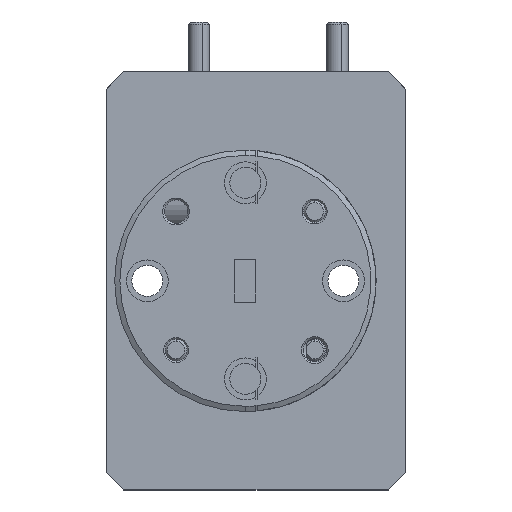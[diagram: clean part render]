
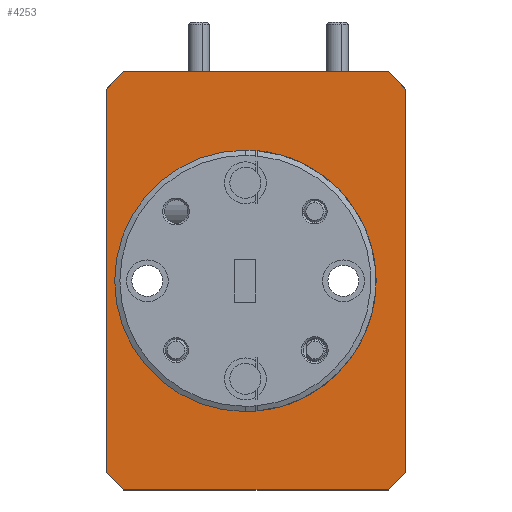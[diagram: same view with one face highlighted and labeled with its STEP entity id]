
A CAD part, left-side view. The second image highlights one B-rep face of the part: STEP entity #4253.
In plain terms, the highlighted planar face has unit normal (-1, 0, 0).
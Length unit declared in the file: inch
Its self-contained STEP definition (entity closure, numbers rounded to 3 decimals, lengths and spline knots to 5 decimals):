
#118 = VECTOR ( 'NONE', #15246, 39.37008 ) ;
#192 = EDGE_CURVE ( 'NONE', #3957, #10193, #8940, .T. ) ;
#213 = CARTESIAN_POINT ( 'NONE',  ( -1.66, 0.86, 0.55 ) ) ;
#231 = ORIENTED_EDGE ( 'NONE', *, *, #679, .F. ) ;
#307 = DIRECTION ( 'NONE',  ( 0., -0.707, 0.707 ) ) ;
#575 = VERTEX_POINT ( 'NONE', #14958 ) ;
#679 = EDGE_CURVE ( 'NONE', #16060, #6442, #14614, .T. ) ;
#1165 = EDGE_CURVE ( 'NONE', #17966, #575, #1924, .T. ) ;
#1453 = LINE ( 'NONE', #7582, #15512 ) ;
#1702 = ORIENTED_EDGE ( 'NONE', *, *, #16031, .F. ) ;
#1845 = EDGE_LOOP ( 'NONE', ( #11602, #12908, #5181, #1702, #16647, #9962, #4424, #9357 ) ) ;
#1908 = VECTOR ( 'NONE', #2812, 39.37008 ) ;
#1924 = LINE ( 'NONE', #213, #5805 ) ;
#2066 = VERTEX_POINT ( 'NONE', #10315 ) ;
#2575 = CARTESIAN_POINT ( 'NONE',  ( -1.66, 0.4605, -0.375 ) ) ;
#2690 = CARTESIAN_POINT ( 'NONE',  ( -1.66, 0., -0.6 ) ) ;
#2812 = DIRECTION ( 'NONE',  ( 0., -1., 0. ) ) ;
#2881 = DIRECTION ( 'NONE',  ( -1., 0., 0. ) ) ;
#3707 = CARTESIAN_POINT ( 'NONE',  ( -1.66, 0.86, 0.6 ) ) ;
#3957 = VERTEX_POINT ( 'NONE', #5554 ) ;
#4025 = VECTOR ( 'NONE', #14564, 39.37008 ) ;
#4081 = DIRECTION ( 'NONE',  ( 0., 0.707, 0.707 ) ) ;
#4253 = ADVANCED_FACE ( 'NONE', ( #13978, #12469 ), #11059, .T. ) ;
#4424 = ORIENTED_EDGE ( 'NONE', *, *, #11835, .T. ) ;
#4465 = VERTEX_POINT ( 'NONE', #10238 ) ;
#4512 = CARTESIAN_POINT ( 'NONE',  ( -1.66, 0.86, -0.6 ) ) ;
#4542 = DIRECTION ( 'NONE',  ( -1., 0., 0. ) ) ;
#5181 = ORIENTED_EDGE ( 'NONE', *, *, #17065, .T. ) ;
#5278 = EDGE_CURVE ( 'NONE', #4465, #10193, #1453, .T. ) ;
#5434 = CARTESIAN_POINT ( 'NONE',  ( -1.66, 0.86, -0.6 ) ) ;
#5510 = LINE ( 'NONE', #11339, #7654 ) ;
#5554 = CARTESIAN_POINT ( 'NONE',  ( -1.66, 0.81, -0.6 ) ) ;
#5789 = LINE ( 'NONE', #7393, #13732 ) ;
#5805 = VECTOR ( 'NONE', #307, 39.37008 ) ;
#6442 = VERTEX_POINT ( 'NONE', #15737 ) ;
#6613 = ORIENTED_EDGE ( 'NONE', *, *, #7395, .F. ) ;
#6753 = LINE ( 'NONE', #5434, #19452 ) ;
#7329 = CARTESIAN_POINT ( 'NONE',  ( -1.66, 0.05, -0.6 ) ) ;
#7393 = CARTESIAN_POINT ( 'NONE',  ( -1.66, 0.86, -0.55 ) ) ;
#7395 = EDGE_CURVE ( 'NONE', #6442, #16060, #7620, .T. ) ;
#7550 = VERTEX_POINT ( 'NONE', #16594 ) ;
#7582 = CARTESIAN_POINT ( 'NONE',  ( -1.66, 0.05, -0.6 ) ) ;
#7620 = CIRCLE ( 'NONE', #7946, 0.375 ) ;
#7654 = VECTOR ( 'NONE', #18927, 39.37008 ) ;
#7946 = AXIS2_PLACEMENT_3D ( 'NONE', #14570, #14773, #13251 ) ;
#8602 = CARTESIAN_POINT ( 'NONE',  ( -1.66, 0.86, 0.55 ) ) ;
#8940 = LINE ( 'NONE', #4512, #1908 ) ;
#9006 = DIRECTION ( 'NONE',  ( 0., 0., 1. ) ) ;
#9107 = LINE ( 'NONE', #2690, #118 ) ;
#9357 = ORIENTED_EDGE ( 'NONE', *, *, #16601, .F. ) ;
#9962 = ORIENTED_EDGE ( 'NONE', *, *, #5278, .F. ) ;
#10007 = VERTEX_POINT ( 'NONE', #17306 ) ;
#10193 = VERTEX_POINT ( 'NONE', #7329 ) ;
#10238 = CARTESIAN_POINT ( 'NONE',  ( -1.66, 0., -0.55 ) ) ;
#10315 = CARTESIAN_POINT ( 'NONE',  ( -1.66, 0.86, -0.55 ) ) ;
#10517 = CARTESIAN_POINT ( 'NONE',  ( -1.66, 0.4605, 0. ) ) ;
#10927 = AXIS2_PLACEMENT_3D ( 'NONE', #17213, #4542, #18633 ) ;
#11059 = PLANE ( 'NONE',  #10927 ) ;
#11339 = CARTESIAN_POINT ( 'NONE',  ( -1.66, 0.05, 0.6 ) ) ;
#11555 = DIRECTION ( 'NONE',  ( 0., 0., -1. ) ) ;
#11602 = ORIENTED_EDGE ( 'NONE', *, *, #17437, .T. ) ;
#11710 = AXIS2_PLACEMENT_3D ( 'NONE', #10517, #2881, #9006 ) ;
#11835 = EDGE_CURVE ( 'NONE', #4465, #10007, #9107, .T. ) ;
#12010 = DIRECTION ( 'NONE',  ( 0., 0.707, -0.707 ) ) ;
#12469 = FACE_BOUND ( 'NONE', #15858, .T. ) ;
#12908 = ORIENTED_EDGE ( 'NONE', *, *, #1165, .F. ) ;
#13140 = LINE ( 'NONE', #3707, #4025 ) ;
#13251 = DIRECTION ( 'NONE',  ( 0., 0., 1. ) ) ;
#13732 = VECTOR ( 'NONE', #4081, 39.37008 ) ;
#13978 = FACE_OUTER_BOUND ( 'NONE', #1845, .T. ) ;
#14564 = DIRECTION ( 'NONE',  ( 0., 1., 0. ) ) ;
#14570 = CARTESIAN_POINT ( 'NONE',  ( -1.66, 0.4605, 0. ) ) ;
#14614 = CIRCLE ( 'NONE', #11710, 0.375 ) ;
#14773 = DIRECTION ( 'NONE',  ( -1., 0., 0. ) ) ;
#14958 = CARTESIAN_POINT ( 'NONE',  ( -1.66, 0.81, 0.6 ) ) ;
#15246 = DIRECTION ( 'NONE',  ( 0., 0., 1. ) ) ;
#15512 = VECTOR ( 'NONE', #12010, 39.37008 ) ;
#15737 = CARTESIAN_POINT ( 'NONE',  ( -1.66, 0.4605, 0.375 ) ) ;
#15858 = EDGE_LOOP ( 'NONE', ( #6613, #231 ) ) ;
#16031 = EDGE_CURVE ( 'NONE', #3957, #2066, #5789, .T. ) ;
#16060 = VERTEX_POINT ( 'NONE', #2575 ) ;
#16594 = CARTESIAN_POINT ( 'NONE',  ( -1.66, 0.05, 0.6 ) ) ;
#16601 = EDGE_CURVE ( 'NONE', #7550, #10007, #5510, .T. ) ;
#16647 = ORIENTED_EDGE ( 'NONE', *, *, #192, .T. ) ;
#17065 = EDGE_CURVE ( 'NONE', #17966, #2066, #6753, .T. ) ;
#17213 = CARTESIAN_POINT ( 'NONE',  ( -1.66, 0., 0. ) ) ;
#17306 = CARTESIAN_POINT ( 'NONE',  ( -1.66, 0., 0.55 ) ) ;
#17437 = EDGE_CURVE ( 'NONE', #7550, #575, #13140, .T. ) ;
#17966 = VERTEX_POINT ( 'NONE', #8602 ) ;
#18633 = DIRECTION ( 'NONE',  ( 0., 0., 1. ) ) ;
#18927 = DIRECTION ( 'NONE',  ( 0., -0.707, -0.707 ) ) ;
#19452 = VECTOR ( 'NONE', #11555, 39.37008 ) ;
